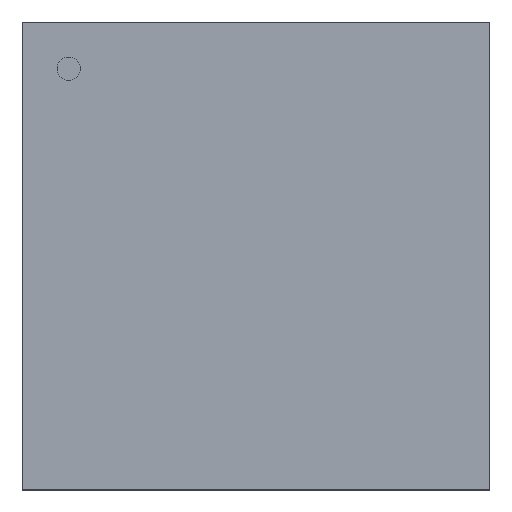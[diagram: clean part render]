
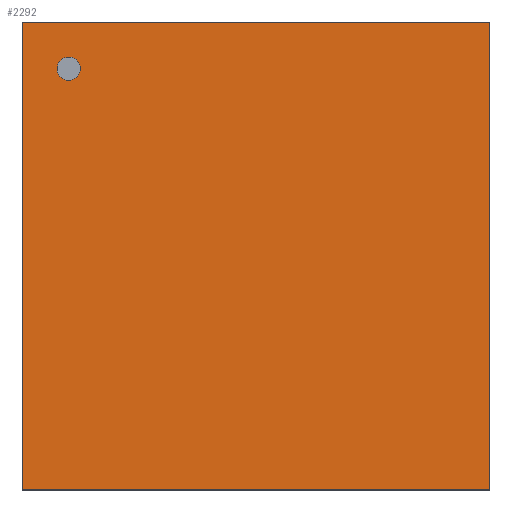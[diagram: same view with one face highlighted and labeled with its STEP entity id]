
A CAD part, top view. The second image highlights one B-rep face of the part: STEP entity #2292.
In plain terms, the highlighted planar face has unit normal (0, 0, 1).
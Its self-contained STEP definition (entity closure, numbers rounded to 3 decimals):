
#2292=ADVANCED_FACE('',(#2298),#2293,.F.);
#2293=PLANE('',#2294);
#2294=AXIS2_PLACEMENT_3D('',#2295,#2296,#2297);
#2295=CARTESIAN_POINT('Origin',(-2.575,-2.575,0.6));
#2296=DIRECTION('center_axis',(0.0,0.0,-1.0));
#2297=DIRECTION('ref_axis',(0.,1.,0.));
#2298=FACE_OUTER_BOUND('',#2299,.T.);
#2299=EDGE_LOOP('',(#2300,#2310,#2320,#2330));
#2300=ORIENTED_EDGE('',*,*,#2301,.F.);
#2301=EDGE_CURVE('',#2302,#2304,#2306,.T.);
#2302=VERTEX_POINT('',#2303);
#2303=CARTESIAN_POINT('',(2.575,-2.575,0.6));
#2304=VERTEX_POINT('',#2305);
#2305=CARTESIAN_POINT('',(-2.575,-2.575,0.6));
#2306=LINE('',#2307,#2308);
#2307=CARTESIAN_POINT('',(2.575,-2.575,0.6));
#2308=VECTOR('',#2309,5.15);
#2309=DIRECTION('',(-1.0,0.0,0.0));
#2310=ORIENTED_EDGE('',*,*,#2311,.F.);
#2311=EDGE_CURVE('',#2312,#2314,#2316,.T.);
#2312=VERTEX_POINT('',#2313);
#2313=CARTESIAN_POINT('',(2.575,2.575,0.6));
#2314=VERTEX_POINT('',#2303);
#2316=LINE('',#2317,#2318);
#2317=CARTESIAN_POINT('',(2.575,2.575,0.6));
#2318=VECTOR('',#2319,5.15);
#2319=DIRECTION('',(0.0,-1.0,0.0));
#2320=ORIENTED_EDGE('',*,*,#2321,.F.);
#2321=EDGE_CURVE('',#2322,#2324,#2326,.T.);
#2322=VERTEX_POINT('',#2323);
#2323=CARTESIAN_POINT('',(-2.575,2.575,0.6));
#2324=VERTEX_POINT('',#2313);
#2326=LINE('',#2327,#2328);
#2327=CARTESIAN_POINT('',(-2.575,2.575,0.6));
#2328=VECTOR('',#2329,5.15);
#2329=DIRECTION('',(1.0,0.0,0.0));
#2330=ORIENTED_EDGE('',*,*,#2331,.F.);
#2331=EDGE_CURVE('',#2332,#2334,#2336,.T.);
#2332=VERTEX_POINT('',#2305);
#2334=VERTEX_POINT('',#2323);
#2336=LINE('',#2337,#2338);
#2337=CARTESIAN_POINT('',(-2.575,-2.575,0.6));
#2338=VECTOR('',#2339,5.15);
#2339=DIRECTION('',(0.0,1.0,0.0));
